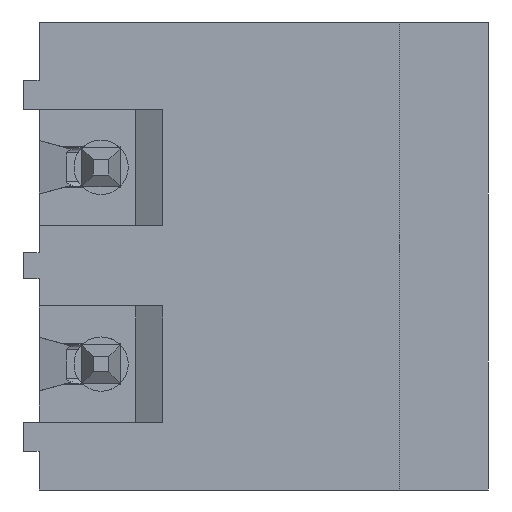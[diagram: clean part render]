
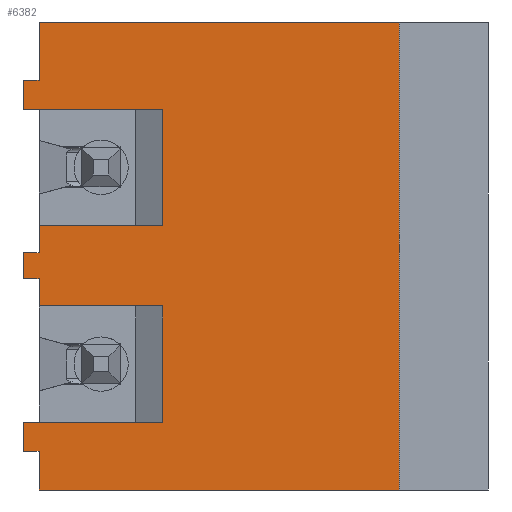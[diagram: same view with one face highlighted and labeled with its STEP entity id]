
A CAD part, left-side view. The second image highlights one B-rep face of the part: STEP entity #6382.
In plain terms, the highlighted planar face has unit normal (-1, 0, 0).
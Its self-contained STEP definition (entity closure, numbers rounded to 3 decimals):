
#212=DIRECTION('',(0.,1.,0.));
#213=VECTOR('',#212,9.3);
#214=CARTESIAN_POINT('',(-3.85,-9.3,12.08));
#215=LINE('',#214,#213);
#290=DIRECTION('',(0.,1.,0.));
#291=VECTOR('',#290,3.593);
#292=CARTESIAN_POINT('',(-3.85,-3.193,9.83));
#293=LINE('',#292,#291);
#297=DIRECTION('',(0.,0.,1.));
#298=VECTOR('',#297,0.75);
#299=CARTESIAN_POINT('',(-3.85,0.4,9.83));
#300=LINE('',#299,#298);
#304=DIRECTION('',(0.,-1.,0.));
#305=VECTOR('',#304,0.4);
#306=CARTESIAN_POINT('',(-3.85,0.4,10.58));
#307=LINE('',#306,#305);
#311=DIRECTION('',(0.,0.,-1.));
#312=VECTOR('',#311,12.08);
#313=CARTESIAN_POINT('',(-3.85,-9.3,12.08));
#314=LINE('',#313,#312);
#318=DIRECTION('',(0.,1.,0.));
#319=VECTOR('',#318,9.3);
#320=CARTESIAN_POINT('',(-3.85,-9.3,0.));
#321=LINE('',#320,#319);
#325=DIRECTION('',(0.,-1.,0.));
#326=VECTOR('',#325,3.593);
#327=CARTESIAN_POINT('',(-3.85,0.4,1.75));
#328=LINE('',#327,#326);
#332=DIRECTION('',(0.,-1.,0.));
#333=VECTOR('',#332,0.4);
#334=CARTESIAN_POINT('',(-3.85,0.4,6.13));
#335=LINE('',#334,#333);
#339=DIRECTION('',(0.,-1.,0.));
#340=VECTOR('',#339,3.193);
#341=CARTESIAN_POINT('',(-3.85,0.,6.83));
#342=LINE('',#341,#340);
#367=DIRECTION('',(0.,0.,-1.));
#368=VECTOR('',#367,3.);
#369=CARTESIAN_POINT('',(-3.85,-3.193,9.83));
#370=LINE('',#369,#368);
#458=DIRECTION('',(0.,0.,-1.));
#459=VECTOR('',#458,0.7);
#460=CARTESIAN_POINT('',(-3.85,0.,6.83));
#461=LINE('',#460,#459);
#2221=DIRECTION('',(0.,0.,-1.));
#2222=VECTOR('',#2221,1.5);
#2223=CARTESIAN_POINT('',(-3.85,0.,12.08));
#2224=LINE('',#2223,#2222);
#2263=DIRECTION('',(0.,0.,-1.));
#2264=VECTOR('',#2263,0.68);
#2265=CARTESIAN_POINT('',(-3.85,0.4,6.13));
#2266=LINE('',#2265,#2264);
#2284=DIRECTION('',(0.,-1.,0.));
#2285=VECTOR('',#2284,0.4);
#2286=CARTESIAN_POINT('',(-3.85,0.4,5.45));
#2287=LINE('',#2286,#2285);
#2354=DIRECTION('',(0.,0.,-1.));
#2355=VECTOR('',#2354,0.7);
#2356=CARTESIAN_POINT('',(-3.85,0.,5.45));
#2357=LINE('',#2356,#2355);
#3857=DIRECTION('',(0.,-1.,0.));
#3858=VECTOR('',#3857,3.193);
#3859=CARTESIAN_POINT('',(-3.85,0.,4.75));
#3860=LINE('',#3859,#3858);
#3878=DIRECTION('',(0.,0.,-1.));
#3879=VECTOR('',#3878,3.);
#3880=CARTESIAN_POINT('',(-3.85,-3.193,4.75));
#3881=LINE('',#3880,#3879);
#3913=DIRECTION('',(0.,0.,-1.));
#3914=VECTOR('',#3913,0.75);
#3915=CARTESIAN_POINT('',(-3.85,0.4,1.75));
#3916=LINE('',#3915,#3914);
#3948=DIRECTION('',(0.,-1.,0.));
#3949=VECTOR('',#3948,0.4);
#3950=CARTESIAN_POINT('',(-3.85,0.4,1.));
#3951=LINE('',#3950,#3949);
#3955=DIRECTION('',(0.,0.,-1.));
#3956=VECTOR('',#3955,1.);
#3957=CARTESIAN_POINT('',(-3.85,0.,1.));
#3958=LINE('',#3957,#3956);
#5272=CARTESIAN_POINT('',(-3.85,0.,0.));
#5273=VERTEX_POINT('',#5272);
#5274=CARTESIAN_POINT('',(-3.85,-9.3,0.));
#5275=VERTEX_POINT('',#5274);
#5591=CARTESIAN_POINT('',(-3.85,-9.3,12.08));
#5592=VERTEX_POINT('',#5591);
#5593=CARTESIAN_POINT('',(-3.85,0.,12.08));
#5594=VERTEX_POINT('',#5593);
#5595=CARTESIAN_POINT('',(-3.85,-3.193,9.83));
#5596=CARTESIAN_POINT('',(-3.85,0.4,9.83));
#5597=VERTEX_POINT('',#5595);
#5598=VERTEX_POINT('',#5596);
#5599=CARTESIAN_POINT('',(-3.85,0.4,1.75));
#5600=CARTESIAN_POINT('',(-3.85,-3.193,1.75));
#5601=VERTEX_POINT('',#5599);
#5602=VERTEX_POINT('',#5600);
#5603=CARTESIAN_POINT('',(-3.85,-3.193,4.75));
#5604=VERTEX_POINT('',#5603);
#5605=CARTESIAN_POINT('',(-3.85,0.,4.75));
#5606=VERTEX_POINT('',#5605);
#5607=CARTESIAN_POINT('',(-3.85,0.,5.45));
#5608=VERTEX_POINT('',#5607);
#5609=CARTESIAN_POINT('',(-3.85,0.4,5.45));
#5610=VERTEX_POINT('',#5609);
#5611=CARTESIAN_POINT('',(-3.85,0.4,6.13));
#5612=VERTEX_POINT('',#5611);
#5613=CARTESIAN_POINT('',(-3.85,0.,6.13));
#5614=VERTEX_POINT('',#5613);
#5615=CARTESIAN_POINT('',(-3.85,0.,6.83));
#5616=VERTEX_POINT('',#5615);
#5617=CARTESIAN_POINT('',(-3.85,-3.193,6.83));
#5618=VERTEX_POINT('',#5617);
#6168=CARTESIAN_POINT('',(-3.85,0.4,10.58));
#6169=CARTESIAN_POINT('',(-3.85,0.,10.58));
#6170=VERTEX_POINT('',#6168);
#6171=VERTEX_POINT('',#6169);
#6176=CARTESIAN_POINT('',(-3.85,0.4,1.));
#6177=CARTESIAN_POINT('',(-3.85,0.,1.));
#6178=VERTEX_POINT('',#6176);
#6179=VERTEX_POINT('',#6177);
#6338=CARTESIAN_POINT('',(-3.85,0.,0.));
#6339=DIRECTION('',(-1.,0.,0.));
#6340=DIRECTION('',(0.,-1.,0.));
#6341=AXIS2_PLACEMENT_3D('',#6338,#6339,#6340);
#6342=PLANE('',#6341);
#6344=ORIENTED_EDGE('',*,*,#6343,.T.);
#6346=ORIENTED_EDGE('',*,*,#6345,.T.);
#6348=ORIENTED_EDGE('',*,*,#6347,.T.);
#6350=ORIENTED_EDGE('',*,*,#6349,.F.);
#6351=ORIENTED_EDGE('',*,*,#6296,.F.);
#6352=ORIENTED_EDGE('',*,*,#6331,.T.);
#6353=ORIENTED_EDGE('',*,*,#6199,.T.);
#6355=ORIENTED_EDGE('',*,*,#6354,.F.);
#6357=ORIENTED_EDGE('',*,*,#6356,.F.);
#6359=ORIENTED_EDGE('',*,*,#6358,.F.);
#6361=ORIENTED_EDGE('',*,*,#6360,.T.);
#6363=ORIENTED_EDGE('',*,*,#6362,.F.);
#6365=ORIENTED_EDGE('',*,*,#6364,.F.);
#6367=ORIENTED_EDGE('',*,*,#6366,.F.);
#6369=ORIENTED_EDGE('',*,*,#6368,.F.);
#6371=ORIENTED_EDGE('',*,*,#6370,.F.);
#6373=ORIENTED_EDGE('',*,*,#6372,.T.);
#6375=ORIENTED_EDGE('',*,*,#6374,.F.);
#6377=ORIENTED_EDGE('',*,*,#6376,.T.);
#6379=ORIENTED_EDGE('',*,*,#6378,.F.);
#6380=EDGE_LOOP('',(#6344,#6346,#6348,#6350,#6351,#6352,#6353,#6355,#6357,#6359,
#6361,#6363,#6365,#6367,#6369,#6371,#6373,#6375,#6377,#6379));
#6381=FACE_OUTER_BOUND('',#6380,.F.);
#6199=EDGE_CURVE('',#5275,#5273,#321,.T.);
#6296=EDGE_CURVE('',#5592,#5594,#215,.T.);
#6331=EDGE_CURVE('',#5592,#5275,#314,.T.);
#6343=EDGE_CURVE('',#5597,#5598,#293,.T.);
#6345=EDGE_CURVE('',#5598,#6170,#300,.T.);
#6347=EDGE_CURVE('',#6170,#6171,#307,.T.);
#6349=EDGE_CURVE('',#5594,#6171,#2224,.T.);
#6354=EDGE_CURVE('',#6179,#5273,#3958,.T.);
#6356=EDGE_CURVE('',#6178,#6179,#3951,.T.);
#6358=EDGE_CURVE('',#5601,#6178,#3916,.T.);
#6360=EDGE_CURVE('',#5601,#5602,#328,.T.);
#6362=EDGE_CURVE('',#5604,#5602,#3881,.T.);
#6364=EDGE_CURVE('',#5606,#5604,#3860,.T.);
#6366=EDGE_CURVE('',#5608,#5606,#2357,.T.);
#6368=EDGE_CURVE('',#5610,#5608,#2287,.T.);
#6370=EDGE_CURVE('',#5612,#5610,#2266,.T.);
#6372=EDGE_CURVE('',#5612,#5614,#335,.T.);
#6374=EDGE_CURVE('',#5616,#5614,#461,.T.);
#6376=EDGE_CURVE('',#5616,#5618,#342,.T.);
#6378=EDGE_CURVE('',#5597,#5618,#370,.T.);
#6382=ADVANCED_FACE('',(#6381),#6342,.T.);
